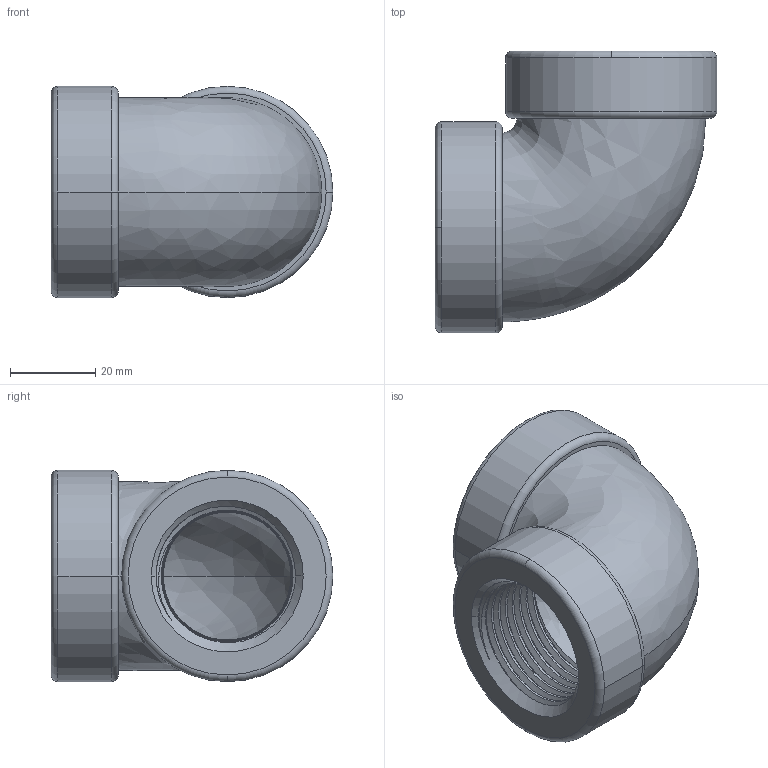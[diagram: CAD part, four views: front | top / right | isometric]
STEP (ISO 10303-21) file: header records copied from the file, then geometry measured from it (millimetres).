
FILE_DESCRIPTION (( 'STEP AP203' ), '1' );
FILE_NAME ('4627K215_Medium-Pressure Iron Pipe Fitting.STEP', '2021-07-10T04:02:26', ( 'Administrator' ), ( 'Managed by Terraform' ), 'SwSTEP 2.0', 'SolidWorks 2017', '' );
FILE_SCHEMA (( 'CONFIG_CONTROL_DESIGN' ));
Length unit declared in the file: inch
Products named in the file (1): 4627K215_Medium-Pressure Iron Pipe Fitting
Bounding box: 66.04 x 66.04 x 49.53 mm (x, y, z)
Volume: 61304.2 mm3; surface area: 22599.5 mm2
Topology: 1 solids, 1 shells, 70 faces, 184 edges, 120 vertices
Faces by surface type: cone 42, bspline 10, torus 8, plane 6, cylinder 4
Entity records: 10561 total; most frequent: CARTESIAN_POINT 8933, ORIENTED_EDGE 368, DIRECTION 250, EDGE_CURVE 184, VERTEX_POINT 120, AXIS2_PLACEMENT_3D 103, B_SPLINE_CURVE_WITH_KNOTS 98, EDGE_LOOP 76
